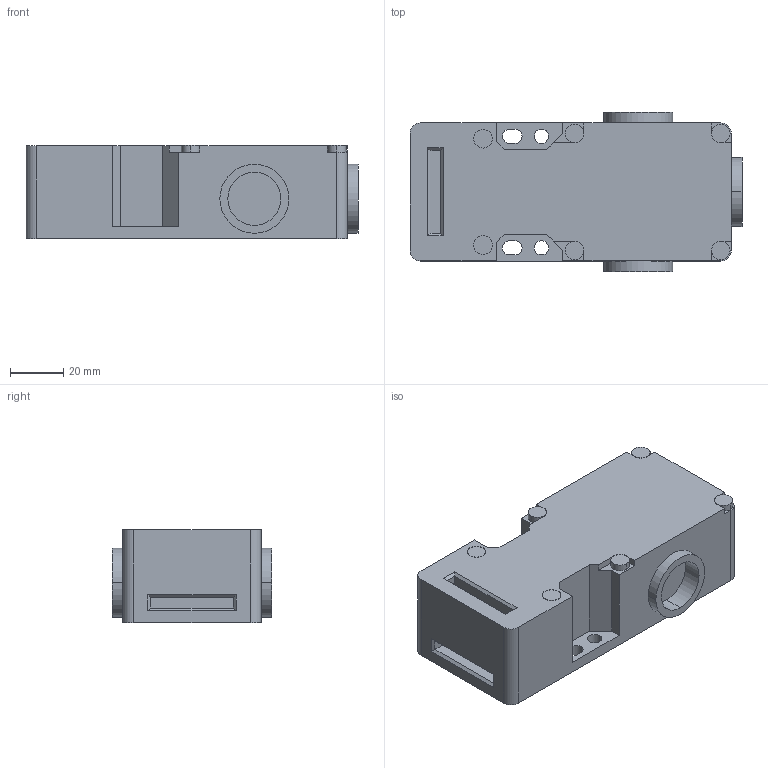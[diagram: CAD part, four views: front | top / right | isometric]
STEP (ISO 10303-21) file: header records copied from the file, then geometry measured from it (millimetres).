
FILE_DESCRIPTION (( 'STEP AP203' ), '1' );
FILE_NAME ('OUTSIDE-HS1B-##R.STEP', '2014-04-18T10:11:19', ( 'IDEC' ), ( '' ), 'SwSTEP 2.0', 'SolidWorks 2012', '' );
FILE_SCHEMA (( 'CONFIG_CONTROL_DESIGN' ));
Length unit declared in the file: millimetre
Products named in the file (2): OUTSIDE-HS1B; OUTSIDE-HS1B-##R
Assembly tree (1 placements, depth 2):
  OUTSIDE-HS1B-##R
    OUTSIDE-HS1B
Bounding box: 125 x 60 x 35.1 mm (x, y, z)
Volume: 197715.3 mm3; surface area: 31517.5 mm2
Topology: 1 solids, 1 shells, 104 faces, 270 edges, 176 vertices
Faces by surface type: plane 66, cylinder 38
Entity records: 3394 total; most frequent: DIRECTION 566, CARTESIAN_POINT 554, ORIENTED_EDGE 540, EDGE_CURVE 270, VECTOR 190, LINE 190, AXIS2_PLACEMENT_3D 188, VERTEX_POINT 176
